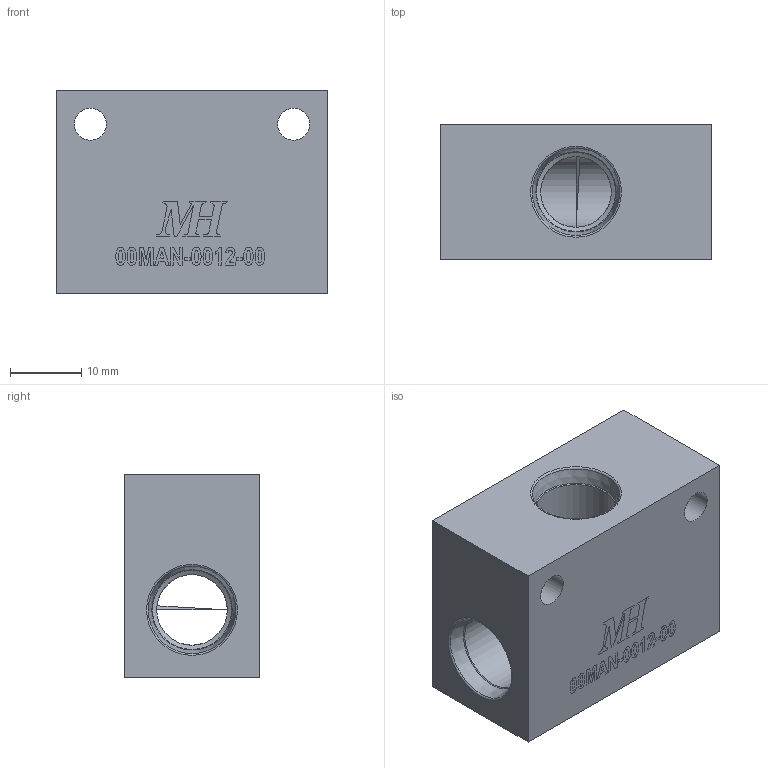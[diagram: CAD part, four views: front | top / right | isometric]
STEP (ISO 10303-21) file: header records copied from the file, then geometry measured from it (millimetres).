
FILE_DESCRIPTION(('STEP AP214'),'1');
FILE_NAME('00MAN-0012-00_A1 (High Pressure Manifold, Tee, SAE -4F x -4F x -4F).stp','2024-03-28T20:31:14',(' '),(' '),'Spatial InterOp 3D',' ',' ');
FILE_SCHEMA(('AUTOMOTIVE_DESIGN { 1 0 10303 214 1 1 1 1 }'));
Length unit declared in the file: inch
Products named in the file (1): 00MAN-0012-00$A1 (High Pressure Manifold, Tee, SAE -4F x -4F x -4F)
Bounding box: 38.1 x 19.05 x 28.57 mm (x, y, z)
Volume: 15252.5 mm3; surface area: 6602.5 mm2
Topology: 1 solids, 1 shells, 548 faces, 1566 edges, 1040 vertices
Faces by surface type: plane 511, cylinder 22, cone 12, torus 3
Full cylindrical faces by diameter (mm): 4.496 x2, 9.919 x2, 9.922 x3, 11.112 x3
Entity records: 21724 total; most frequent: CARTESIAN_POINT 3109, ORIENTED_EDGE 3060, DIRECTION 2682, EDGE_CURVE 1530, LINE 1476, VECTOR 1476, VERTEX_POINT 1030, AXIS2_PLACEMENT_3D 603
